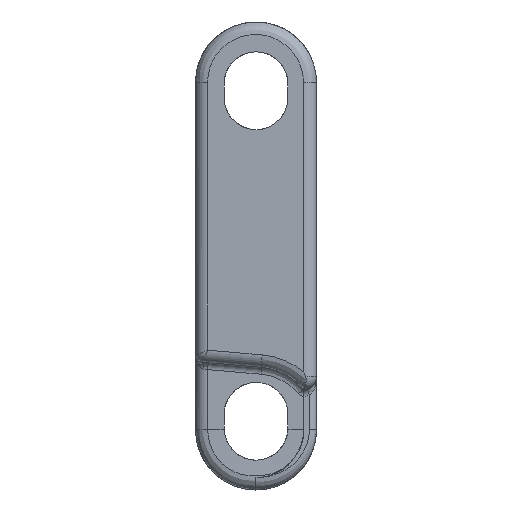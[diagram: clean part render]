
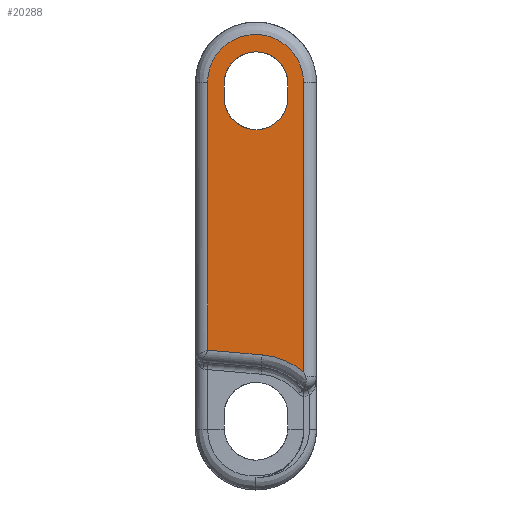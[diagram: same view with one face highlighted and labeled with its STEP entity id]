
A CAD part, left-side view. The second image highlights one B-rep face of the part: STEP entity #20288.
In plain terms, the highlighted planar face has unit normal (-0.999, 0.035, 0).
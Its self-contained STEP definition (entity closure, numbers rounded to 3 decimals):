
#145 = CARTESIAN_POINT ( 'NONE',  ( -42.336, -6.65, 12.4 ) ) ;
#163 = EDGE_CURVE ( 'NONE', #23573, #15649, #6458, .T. ) ;
#262 = CARTESIAN_POINT ( 'NONE',  ( -42.375, -7.769, 19.4 ) ) ;
#808 = EDGE_CURVE ( 'NONE', #25435, #11767, #7840, .T. ) ;
#1111 = DIRECTION ( 'NONE',  ( 0., 0., -1. ) ) ;
#1546 = CARTESIAN_POINT ( 'NONE',  ( -42.176, -2.05, 12.4 ) ) ;
#1893 = CARTESIAN_POINT ( 'NONE',  ( -42.256, -4.35, 9.1 ) ) ;
#2446 = ORIENTED_EDGE ( 'NONE', *, *, #25171, .T. ) ;
#2740 = VERTEX_POINT ( 'NONE', #145 ) ;
#3753 = EDGE_CURVE ( 'NONE', #18318, #20662, #5442, .T. ) ;
#4221 = CARTESIAN_POINT ( 'NONE',  ( -42.176, -2.05, 12.4 ) ) ;
#4227 = CARTESIAN_POINT ( 'NONE',  ( -42.375, -7.769, -16.901 ) ) ;
#4317 = CARTESIAN_POINT ( 'NONE',  ( -42.134, -0.869, 12.5 ) ) ;
#4505 = EDGE_CURVE ( 'NONE', #15649, #2740, #27781, .T. ) ;
#4642 = CARTESIAN_POINT ( 'NONE',  ( -42.336, -6.65, 11.4 ) ) ;
#4808 = LINE ( 'NONE', #4227, #11959 ) ;
#5442 =( BOUNDED_CURVE ( )  B_SPLINE_CURVE ( 3, ( #9734, #28106, #15979, #7483 ),
 .UNSPECIFIED., .F., .F. ) 
 B_SPLINE_CURVE_WITH_KNOTS ( ( 4, 4 ),
 ( 1.658, 2.264 ),
 .UNSPECIFIED. ) 
 CURVE ( )  GEOMETRIC_REPRESENTATION_ITEM ( )  RATIONAL_B_SPLINE_CURVE ( ( 1., 0.97, 0.97, 1. ) ) 
 REPRESENTATION_ITEM ( '' )  );
#5611 = ORIENTED_EDGE ( 'NONE', *, *, #15652, .T. ) ;
#5619 = LINE ( 'NONE', #15127, #17666 ) ;
#5745 = AXIS2_PLACEMENT_3D ( 'NONE', #19703, #10057, #23906 ) ;
#6280 =( BOUNDED_CURVE ( )  B_SPLINE_CURVE ( 3, ( #13800, #262, #14088, #18313 ),
 .UNSPECIFIED., .F., .T. ) 
 B_SPLINE_CURVE_WITH_KNOTS ( ( 4, 4 ),
 ( 3.142, 6.283 ),
 .UNSPECIFIED. ) 
 CURVE ( )  GEOMETRIC_REPRESENTATION_ITEM ( )  RATIONAL_B_SPLINE_CURVE ( ( 1., 0.333, 0.333, 1. ) ) 
 REPRESENTATION_ITEM ( '' )  );
#6458 = LINE ( 'NONE', #1546, #9954 ) ;
#6610 = DIRECTION ( 'NONE',  ( 0., 0., 1. ) ) ;
#6742 = ORIENTED_EDGE ( 'NONE', *, *, #26935, .T. ) ;
#7242 = EDGE_LOOP ( 'NONE', ( #15159, #29528, #5611, #28592, #7833 ) ) ;
#7483 = CARTESIAN_POINT ( 'NONE',  ( -42.375, -7.769, -8.346 ) ) ;
#7833 = ORIENTED_EDGE ( 'NONE', *, *, #163, .T. ) ;
#7840 = LINE ( 'NONE', #21699, #17186 ) ;
#8152 = CARTESIAN_POINT ( 'NONE',  ( -42.176, -2.05, 10.053 ) ) ;
#9163 = CARTESIAN_POINT ( 'NONE',  ( -42.256, -4.35, 9.1 ) ) ;
#9528 = ORIENTED_EDGE ( 'NONE', *, *, #808, .F. ) ;
#9734 = CARTESIAN_POINT ( 'NONE',  ( -42.271, -4.789, -7.121 ) ) ;
#9842 = DIRECTION ( 'NONE',  ( -0.035, -0.996, -0.087 ) ) ;
#9954 = VECTOR ( 'NONE', #6610, 1000. ) ;
#10057 = DIRECTION ( 'NONE',  ( -0.999, 0.035, 0. ) ) ;
#11361 =( BOUNDED_CURVE ( )  B_SPLINE_CURVE ( 3, ( #4642, #21475, #23880, #9163 ),
 .UNSPECIFIED., .F., .T. ) 
 B_SPLINE_CURVE_WITH_KNOTS ( ( 4, 4 ),
 ( 3.142, 4.712 ),
 .UNSPECIFIED. ) 
 CURVE ( )  GEOMETRIC_REPRESENTATION_ITEM ( )  RATIONAL_B_SPLINE_CURVE ( ( 1., 0.805, 0.805, 1. ) ) 
 REPRESENTATION_ITEM ( '' )  );
#11767 = VERTEX_POINT ( 'NONE', #4317 ) ;
#11959 = VECTOR ( 'NONE', #14015, 1000. ) ;
#13800 = CARTESIAN_POINT ( 'NONE',  ( -42.375, -7.769, 12.5 ) ) ;
#14015 = DIRECTION ( 'NONE',  ( 0., 0., 1. ) ) ;
#14088 = CARTESIAN_POINT ( 'NONE',  ( -42.134, -0.869, 19.4 ) ) ;
#14169 = FACE_BOUND ( 'NONE', #7242, .T. ) ;
#14710 = CARTESIAN_POINT ( 'NONE',  ( -42.176, -2.05, 12.4 ) ) ;
#14805 = LINE ( 'NONE', #16453, #17615 ) ;
#15034 = FACE_OUTER_BOUND ( 'NONE', #27091, .T. ) ;
#15127 = CARTESIAN_POINT ( 'NONE',  ( -42.388, -8.14, -7.414 ) ) ;
#15159 = ORIENTED_EDGE ( 'NONE', *, *, #4505, .T. ) ;
#15639 = CARTESIAN_POINT ( 'NONE',  ( -42.271, -4.789, -7.121 ) ) ;
#15649 = VERTEX_POINT ( 'NONE', #14710 ) ;
#15652 = EDGE_CURVE ( 'NONE', #19642, #27198, #11361, .T. ) ;
#15979 = CARTESIAN_POINT ( 'NONE',  ( -42.346, -6.917, -7.638 ) ) ;
#16133 = CARTESIAN_POINT ( 'NONE',  ( -42.336, -6.65, 12.4 ) ) ;
#16453 = CARTESIAN_POINT ( 'NONE',  ( -42.336, -6.65, 12.4 ) ) ;
#16647 = CARTESIAN_POINT ( 'NONE',  ( -42.176, -2.05, 11.4 ) ) ;
#17186 = VECTOR ( 'NONE', #19451, 1000. ) ;
#17615 = VECTOR ( 'NONE', #1111, 1000. ) ;
#17666 = VECTOR ( 'NONE', #9842, 1000. ) ;
#18313 = CARTESIAN_POINT ( 'NONE',  ( -42.134, -0.869, 12.5 ) ) ;
#18318 = VERTEX_POINT ( 'NONE', #15639 ) ;
#19451 = DIRECTION ( 'NONE',  ( 0., 0., 1. ) ) ;
#19642 = VERTEX_POINT ( 'NONE', #25216 ) ;
#19703 = CARTESIAN_POINT ( 'NONE',  ( -42.408, -8.7, -1. ) ) ;
#20271 = ORIENTED_EDGE ( 'NONE', *, *, #27653, .T. ) ;
#20288 = ADVANCED_FACE ( 'NONE', ( #14169, #15034 ), #23350, .T. ) ;
#20640 = CARTESIAN_POINT ( 'NONE',  ( -42.336, -6.65, 17. ) ) ;
#20662 = VERTEX_POINT ( 'NONE', #25970 ) ;
#21475 = CARTESIAN_POINT ( 'NONE',  ( -42.336, -6.65, 10.053 ) ) ;
#21699 = CARTESIAN_POINT ( 'NONE',  ( -42.134, -0.869, -16.901 ) ) ;
#21865 = CARTESIAN_POINT ( 'NONE',  ( -42.256, -4.35, 9.1 ) ) ;
#21916 =( BOUNDED_CURVE ( )  B_SPLINE_CURVE ( 3, ( #21865, #22306, #8152, #24700 ),
 .UNSPECIFIED., .F., .T. ) 
 B_SPLINE_CURVE_WITH_KNOTS ( ( 4, 4 ),
 ( 4.712, 6.283 ),
 .UNSPECIFIED. ) 
 CURVE ( )  GEOMETRIC_REPRESENTATION_ITEM ( )  RATIONAL_B_SPLINE_CURVE ( ( 1., 0.805, 0.805, 1. ) ) 
 REPRESENTATION_ITEM ( '' )  );
#22303 = CARTESIAN_POINT ( 'NONE',  ( -42.375, -7.769, 12.5 ) ) ;
#22306 = CARTESIAN_POINT ( 'NONE',  ( -42.209, -3.003, 9.1 ) ) ;
#22975 = ORIENTED_EDGE ( 'NONE', *, *, #3753, .T. ) ;
#23188 = CARTESIAN_POINT ( 'NONE',  ( -42.176, -2.05, 17. ) ) ;
#23350 = PLANE ( 'NONE',  #5745 ) ;
#23573 = VERTEX_POINT ( 'NONE', #16647 ) ;
#23880 = CARTESIAN_POINT ( 'NONE',  ( -42.303, -5.697, 9.1 ) ) ;
#23906 = DIRECTION ( 'NONE',  ( -0.035, -0.999, 0. ) ) ;
#24700 = CARTESIAN_POINT ( 'NONE',  ( -42.176, -2.05, 11.4 ) ) ;
#24849 = CARTESIAN_POINT ( 'NONE',  ( -42.134, -0.869, -6.778 ) ) ;
#25171 = EDGE_CURVE ( 'NONE', #25435, #18318, #5619, .T. ) ;
#25216 = CARTESIAN_POINT ( 'NONE',  ( -42.336, -6.65, 11.4 ) ) ;
#25435 = VERTEX_POINT ( 'NONE', #24849 ) ;
#25970 = CARTESIAN_POINT ( 'NONE',  ( -42.375, -7.769, -8.346 ) ) ;
#26545 = VERTEX_POINT ( 'NONE', #22303 ) ;
#26935 = EDGE_CURVE ( 'NONE', #26545, #11767, #6280, .T. ) ;
#27091 = EDGE_LOOP ( 'NONE', ( #20271, #6742, #9528, #2446, #22975 ) ) ;
#27198 = VERTEX_POINT ( 'NONE', #1893 ) ;
#27457 = EDGE_CURVE ( 'NONE', #27198, #23573, #21916, .T. ) ;
#27653 = EDGE_CURVE ( 'NONE', #20662, #26545, #4808, .T. ) ;
#27781 =( BOUNDED_CURVE ( )  B_SPLINE_CURVE ( 3, ( #4221, #23188, #20640, #16133 ),
 .UNSPECIFIED., .F., .F. ) 
 B_SPLINE_CURVE_WITH_KNOTS ( ( 4, 4 ),
 ( 0., 3.142 ),
 .UNSPECIFIED. ) 
 CURVE ( )  GEOMETRIC_REPRESENTATION_ITEM ( )  RATIONAL_B_SPLINE_CURVE ( ( 1., 0.333, 0.333, 1. ) ) 
 REPRESENTATION_ITEM ( '' )  );
#28106 = CARTESIAN_POINT ( 'NONE',  ( -42.31, -5.892, -7.217 ) ) ;
#28592 = ORIENTED_EDGE ( 'NONE', *, *, #27457, .T. ) ;
#29475 = EDGE_CURVE ( 'NONE', #2740, #19642, #14805, .T. ) ;
#29528 = ORIENTED_EDGE ( 'NONE', *, *, #29475, .T. ) ;
